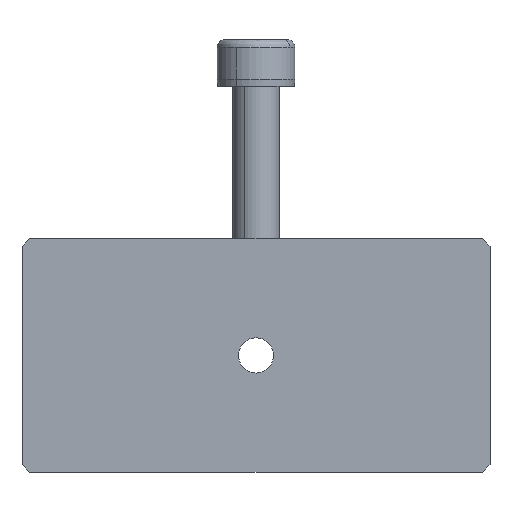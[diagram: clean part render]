
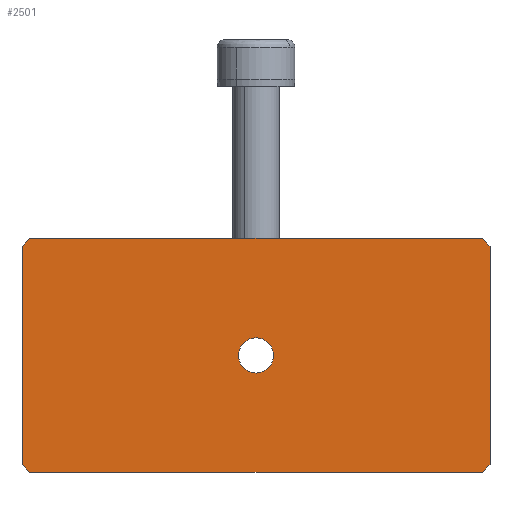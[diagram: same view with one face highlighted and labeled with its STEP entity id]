
A CAD part, front view. The second image highlights one B-rep face of the part: STEP entity #2501.
In plain terms, the highlighted planar face has unit normal (0, -1, 0).
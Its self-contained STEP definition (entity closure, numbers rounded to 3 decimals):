
#2 = VERTEX_POINT ( 'NONE', #2260 ) ;
#13 = CARTESIAN_POINT ( 'NONE',  ( 0., 0., 2.25 ) ) ;
#69 = EDGE_CURVE ( 'NONE', #1590, #2549, #2531, .T. ) ;
#119 = DIRECTION ( 'NONE',  ( -0.707, 0., 0.707 ) ) ;
#132 = CIRCLE ( 'NONE', #1729, 2.25 ) ;
#180 = ORIENTED_EDGE ( 'NONE', *, *, #1905, .T. ) ;
#200 = VECTOR ( 'NONE', #2403, 1000. ) ;
#235 = DIRECTION ( 'NONE',  ( 0., 0., 1. ) ) ;
#270 = AXIS2_PLACEMENT_3D ( 'NONE', #1006, #1608, #1215 ) ;
#271 = EDGE_CURVE ( 'NONE', #2549, #2, #1192, .T. ) ;
#366 = CARTESIAN_POINT ( 'NONE',  ( -29., 0., 15. ) ) ;
#369 = CARTESIAN_POINT ( 'NONE',  ( 30., 0., -14. ) ) ;
#390 = LINE ( 'NONE', #2416, #200 ) ;
#394 = DIRECTION ( 'NONE',  ( 0.707, 0., 0.707 ) ) ;
#425 = EDGE_CURVE ( 'NONE', #1376, #2165, #484, .T. ) ;
#441 = VECTOR ( 'NONE', #1762, 1000. ) ;
#463 = CARTESIAN_POINT ( 'NONE',  ( -30., 0., 14. ) ) ;
#476 = CIRCLE ( 'NONE', #2466, 2.25 ) ;
#484 = LINE ( 'NONE', #1579, #2505 ) ;
#519 = EDGE_CURVE ( 'NONE', #1786, #1376, #390, .T. ) ;
#563 = VECTOR ( 'NONE', #1946, 1000. ) ;
#618 = LINE ( 'NONE', #648, #2011 ) ;
#648 = CARTESIAN_POINT ( 'NONE',  ( 30., 0., 15. ) ) ;
#725 = VECTOR ( 'NONE', #394, 1000. ) ;
#751 = DIRECTION ( 'NONE',  ( -1., 0., 0. ) ) ;
#760 = CARTESIAN_POINT ( 'NONE',  ( 30., 0., 15. ) ) ;
#775 = DIRECTION ( 'NONE',  ( 0.707, 0., -0.707 ) ) ;
#846 = DIRECTION ( 'NONE',  ( 0., 1., 0. ) ) ;
#897 = VECTOR ( 'NONE', #119, 1000. ) ;
#978 = ORIENTED_EDGE ( 'NONE', *, *, #271, .T. ) ;
#982 = EDGE_LOOP ( 'NONE', ( #1586, #2097 ) ) ;
#1006 = CARTESIAN_POINT ( 'NONE',  ( 30., 0., 15. ) ) ;
#1031 = ORIENTED_EDGE ( 'NONE', *, *, #2376, .F. ) ;
#1032 = DIRECTION ( 'NONE',  ( 0., 0., 1. ) ) ;
#1075 = ORIENTED_EDGE ( 'NONE', *, *, #69, .T. ) ;
#1188 = ORIENTED_EDGE ( 'NONE', *, *, #519, .T. ) ;
#1192 = LINE ( 'NONE', #760, #563 ) ;
#1215 = DIRECTION ( 'NONE',  ( 0., 0., 1. ) ) ;
#1231 = CARTESIAN_POINT ( 'NONE',  ( -30., 0., -14. ) ) ;
#1237 = CARTESIAN_POINT ( 'NONE',  ( 0., 0., 0. ) ) ;
#1259 = ORIENTED_EDGE ( 'NONE', *, *, #425, .T. ) ;
#1278 = EDGE_CURVE ( 'NONE', #1355, #1389, #132, .T. ) ;
#1279 = EDGE_CURVE ( 'NONE', #1389, #1355, #476, .T. ) ;
#1290 = VERTEX_POINT ( 'NONE', #1650 ) ;
#1355 = VERTEX_POINT ( 'NONE', #2213 ) ;
#1362 = ORIENTED_EDGE ( 'NONE', *, *, #2538, .T. ) ;
#1376 = VERTEX_POINT ( 'NONE', #1231 ) ;
#1389 = VERTEX_POINT ( 'NONE', #13 ) ;
#1489 = LINE ( 'NONE', #369, #725 ) ;
#1525 = ORIENTED_EDGE ( 'NONE', *, *, #2119, .F. ) ;
#1528 = LINE ( 'NONE', #1577, #2246 ) ;
#1533 = EDGE_LOOP ( 'NONE', ( #1188, #1259, #1031, #1362, #1525, #1075, #978, #180 ) ) ;
#1559 = CARTESIAN_POINT ( 'NONE',  ( 30., 0., -14. ) ) ;
#1560 = FACE_BOUND ( 'NONE', #982, .T. ) ;
#1577 = CARTESIAN_POINT ( 'NONE',  ( 30., 0., -15. ) ) ;
#1579 = CARTESIAN_POINT ( 'NONE',  ( -29., 0., -15. ) ) ;
#1586 = ORIENTED_EDGE ( 'NONE', *, *, #1279, .T. ) ;
#1590 = VERTEX_POINT ( 'NONE', #1699 ) ;
#1608 = DIRECTION ( 'NONE',  ( 0., 1., 0. ) ) ;
#1650 = CARTESIAN_POINT ( 'NONE',  ( 29., 0., -15. ) ) ;
#1692 = CARTESIAN_POINT ( 'NONE',  ( 30., 0., 14. ) ) ;
#1699 = CARTESIAN_POINT ( 'NONE',  ( 30., 0., 14. ) ) ;
#1729 = AXIS2_PLACEMENT_3D ( 'NONE', #2014, #846, #235 ) ;
#1762 = DIRECTION ( 'NONE',  ( -0.707, 0., -0.707 ) ) ;
#1786 = VERTEX_POINT ( 'NONE', #463 ) ;
#1835 = CARTESIAN_POINT ( 'NONE',  ( -29., 0., -15. ) ) ;
#1876 = VERTEX_POINT ( 'NONE', #1559 ) ;
#1905 = EDGE_CURVE ( 'NONE', #2, #1786, #2104, .T. ) ;
#1946 = DIRECTION ( 'NONE',  ( -1., 0., 0. ) ) ;
#1998 = CARTESIAN_POINT ( 'NONE',  ( 29., 0., 15. ) ) ;
#2011 = VECTOR ( 'NONE', #2236, 1000. ) ;
#2014 = CARTESIAN_POINT ( 'NONE',  ( 0., 0., 0. ) ) ;
#2097 = ORIENTED_EDGE ( 'NONE', *, *, #1278, .T. ) ;
#2104 = LINE ( 'NONE', #366, #441 ) ;
#2119 = EDGE_CURVE ( 'NONE', #1590, #1876, #618, .T. ) ;
#2165 = VERTEX_POINT ( 'NONE', #1835 ) ;
#2213 = CARTESIAN_POINT ( 'NONE',  ( 0., 0., -2.25 ) ) ;
#2234 = DIRECTION ( 'NONE',  ( 0., 1., 0. ) ) ;
#2236 = DIRECTION ( 'NONE',  ( 0., 0., -1. ) ) ;
#2246 = VECTOR ( 'NONE', #751, 1000. ) ;
#2260 = CARTESIAN_POINT ( 'NONE',  ( -29., 0., 15. ) ) ;
#2363 = PLANE ( 'NONE',  #270 ) ;
#2370 = FACE_OUTER_BOUND ( 'NONE', #1533, .T. ) ;
#2376 = EDGE_CURVE ( 'NONE', #1290, #2165, #1528, .T. ) ;
#2403 = DIRECTION ( 'NONE',  ( 0., 0., -1. ) ) ;
#2416 = CARTESIAN_POINT ( 'NONE',  ( -30., 0., 15. ) ) ;
#2466 = AXIS2_PLACEMENT_3D ( 'NONE', #1237, #2234, #1032 ) ;
#2501 = ADVANCED_FACE ( 'NONE', ( #1560, #2370 ), #2363, .F. ) ;
#2505 = VECTOR ( 'NONE', #775, 1000. ) ;
#2531 = LINE ( 'NONE', #1692, #897 ) ;
#2538 = EDGE_CURVE ( 'NONE', #1290, #1876, #1489, .T. ) ;
#2549 = VERTEX_POINT ( 'NONE', #1998 ) ;
